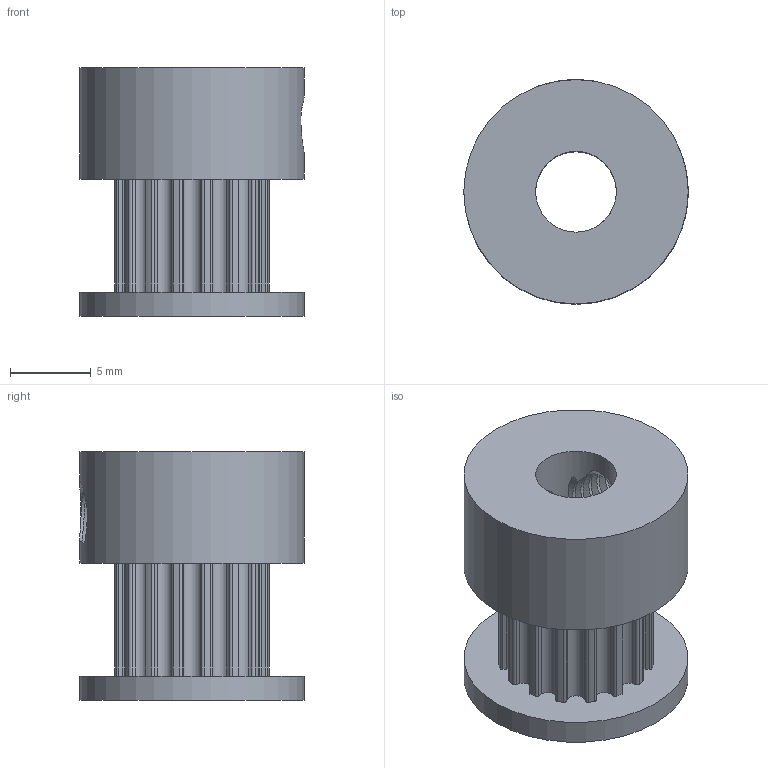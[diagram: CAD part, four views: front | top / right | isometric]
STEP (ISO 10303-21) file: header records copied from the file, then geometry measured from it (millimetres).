
FILE_DESCRIPTION(/* description */ (''),/* implementation_level */ '2;1');
FILE_NAME(/* name */ 'GT2-16 Timing Pulley_v2.step',/* time_stamp */ '2022-05-10T16:51:06+01:00',/* author */ (''),/* organization */ (''),/* preprocessor_version */ 'ST-DEVELOPER v18.1',/* originating_system */ 'Autodesk Translation Framework v10.14.0.1471',/* authorisation */ '');
FILE_SCHEMA (('AUTOMOTIVE_DESIGN { 1 0 10303 214 3 1 1 }'));
Length unit declared in the file: millimetre
Products named in the file (1): GT2-16 Timing Pulley
Bounding box: 13.9 x 13.9 x 15.4 mm (x, y, z)
Volume: 1309.9 mm3; surface area: 1486.2 mm2
Topology: 1 solids, 1 shells, 161 faces, 474 edges, 317 vertices
Faces by surface type: cylinder 140, bspline 15, plane 6
Full cylindrical faces by diameter (mm): 3.332 x4, 4.109 x8, 5 x1, 13.9 x2
Entity records: 7932 total; most frequent: CARTESIAN_POINT 3718, ORIENTED_EDGE 948, DIRECTION 821, EDGE_CURVE 474, AXIS2_PLACEMENT_3D 347, VERTEX_POINT 317, CIRCLE 200, EDGE_LOOP 169
